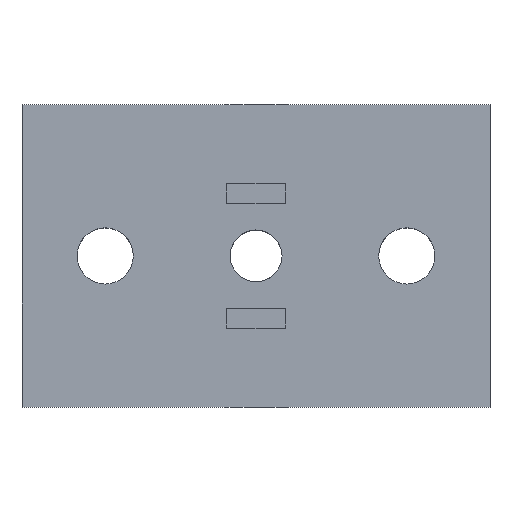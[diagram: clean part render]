
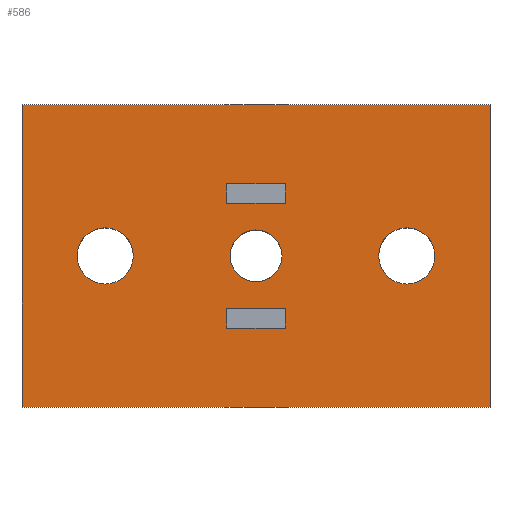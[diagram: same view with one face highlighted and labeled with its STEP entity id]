
A CAD part, top view. The second image highlights one B-rep face of the part: STEP entity #586.
In plain terms, the highlighted planar face has unit normal (0, 0, 1).
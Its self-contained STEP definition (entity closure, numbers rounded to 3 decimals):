
#29=FACE_BOUND('',#126,.T.);
#30=FACE_BOUND('',#127,.T.);
#31=FACE_BOUND('',#128,.T.);
#32=FACE_BOUND('',#129,.T.);
#33=FACE_BOUND('',#130,.T.);
#53=PLANE('',#647);
#84=FACE_OUTER_BOUND('',#125,.T.);
#125=EDGE_LOOP('',(#506,#507,#508,#509));
#126=EDGE_LOOP('',(#510,#511,#512,#513));
#127=EDGE_LOOP('',(#514,#515,#516,#517));
#128=EDGE_LOOP('',(#518));
#129=EDGE_LOOP('',(#519));
#130=EDGE_LOOP('',(#520));
#142=LINE('',#865,#199);
#146=LINE('',#873,#203);
#149=LINE('',#879,#206);
#152=LINE('',#884,#209);
#154=LINE('',#890,#211);
#158=LINE('',#898,#215);
#161=LINE('',#906,#218);
#164=LINE('',#911,#221);
#170=LINE('',#972,#227);
#185=LINE('',#1014,#242);
#186=LINE('',#1016,#243);
#187=LINE('',#1017,#244);
#199=VECTOR('',#678,10.);
#203=VECTOR('',#684,10.);
#206=VECTOR('',#689,10.);
#209=VECTOR('',#694,10.);
#211=VECTOR('',#700,10.);
#215=VECTOR('',#706,10.);
#218=VECTOR('',#713,10.);
#221=VECTOR('',#718,10.);
#227=VECTOR('',#744,10.);
#242=VECTOR('',#783,10.);
#243=VECTOR('',#786,10.);
#244=VECTOR('',#787,10.);
#263=CIRCLE('',#636,2.7);
#265=CIRCLE('',#639,2.5);
#267=CIRCLE('',#642,2.7);
#276=VERTEX_POINT('',#863);
#277=VERTEX_POINT('',#864);
#280=VERTEX_POINT('',#872);
#282=VERTEX_POINT('',#878);
#284=VERTEX_POINT('',#888);
#285=VERTEX_POINT('',#889);
#288=VERTEX_POINT('',#897);
#291=VERTEX_POINT('',#905);
#300=VERTEX_POINT('',#969);
#301=VERTEX_POINT('',#971);
#303=VERTEX_POINT('',#977);
#305=VERTEX_POINT('',#983);
#307=VERTEX_POINT('',#989);
#315=VERTEX_POINT('',#1010);
#316=VERTEX_POINT('',#1012);
#331=EDGE_CURVE('',#276,#277,#142,.T.);
#335=EDGE_CURVE('',#280,#276,#146,.T.);
#338=EDGE_CURVE('',#282,#280,#149,.T.);
#341=EDGE_CURVE('',#277,#282,#152,.T.);
#343=EDGE_CURVE('',#284,#285,#154,.T.);
#347=EDGE_CURVE('',#288,#284,#158,.T.);
#351=EDGE_CURVE('',#291,#288,#161,.T.);
#354=EDGE_CURVE('',#285,#291,#164,.T.);
#366=EDGE_CURVE('',#300,#301,#170,.T.);
#369=EDGE_CURVE('',#303,#303,#263,.T.);
#372=EDGE_CURVE('',#305,#305,#265,.T.);
#375=EDGE_CURVE('',#307,#307,#267,.T.);
#387=EDGE_CURVE('',#315,#316,#185,.T.);
#388=EDGE_CURVE('',#315,#300,#186,.T.);
#389=EDGE_CURVE('',#301,#316,#187,.T.);
#506=ORIENTED_EDGE('',*,*,#388,.F.);
#507=ORIENTED_EDGE('',*,*,#387,.T.);
#508=ORIENTED_EDGE('',*,*,#389,.F.);
#509=ORIENTED_EDGE('',*,*,#366,.F.);
#510=ORIENTED_EDGE('',*,*,#331,.T.);
#511=ORIENTED_EDGE('',*,*,#341,.T.);
#512=ORIENTED_EDGE('',*,*,#338,.T.);
#513=ORIENTED_EDGE('',*,*,#335,.T.);
#514=ORIENTED_EDGE('',*,*,#343,.T.);
#515=ORIENTED_EDGE('',*,*,#354,.T.);
#516=ORIENTED_EDGE('',*,*,#351,.T.);
#517=ORIENTED_EDGE('',*,*,#347,.T.);
#518=ORIENTED_EDGE('',*,*,#369,.T.);
#519=ORIENTED_EDGE('',*,*,#372,.T.);
#520=ORIENTED_EDGE('',*,*,#375,.T.);
#586=ADVANCED_FACE('',(#84,#29,#30,#31,#32,#33),#53,.T.);
#636=AXIS2_PLACEMENT_3D('',#978,#749,#750);
#639=AXIS2_PLACEMENT_3D('',#984,#756,#757);
#642=AXIS2_PLACEMENT_3D('',#990,#763,#764);
#647=AXIS2_PLACEMENT_3D('',#1015,#784,#785);
#678=DIRECTION('',(1.,0.,0.));
#684=DIRECTION('',(0.,1.,0.));
#689=DIRECTION('',(-1.,0.,0.));
#694=DIRECTION('',(0.,-1.,0.));
#700=DIRECTION('',(0.,-1.,0.));
#706=DIRECTION('',(1.,0.,0.));
#713=DIRECTION('',(0.,1.,0.));
#718=DIRECTION('',(-1.,0.,0.));
#744=DIRECTION('',(1.,0.,0.));
#749=DIRECTION('center_axis',(0.,0.,-1.));
#750=DIRECTION('ref_axis',(-1.,0.,0.));
#756=DIRECTION('center_axis',(0.,0.,-1.));
#757=DIRECTION('ref_axis',(-1.,0.,0.));
#763=DIRECTION('center_axis',(0.,0.,-1.));
#764=DIRECTION('ref_axis',(-1.,0.,0.));
#783=DIRECTION('',(1.,0.,0.));
#784=DIRECTION('center_axis',(0.,0.,1.));
#785=DIRECTION('ref_axis',(0.,-1.,0.));
#786=DIRECTION('',(0.,1.,0.));
#787=DIRECTION('',(0.,-1.,0.));
#863=CARTESIAN_POINT('',(19.7,-5.044,17.1));
#864=CARTESIAN_POINT('',(25.3,-5.044,17.1));
#865=CARTESIAN_POINT('',(9.85,-5.044,17.1));
#872=CARTESIAN_POINT('',(19.7,-6.944,17.1));
#873=CARTESIAN_POINT('',(19.7,3.797,17.1));
#878=CARTESIAN_POINT('',(25.3,-6.944,17.1));
#879=CARTESIAN_POINT('',(12.65,-6.944,17.1));
#884=CARTESIAN_POINT('',(25.3,4.747,17.1));
#888=CARTESIAN_POINT('',(25.3,6.944,17.1));
#889=CARTESIAN_POINT('',(25.3,5.044,17.1));
#890=CARTESIAN_POINT('',(25.3,10.741,17.1));
#897=CARTESIAN_POINT('',(19.7,6.944,17.1));
#898=CARTESIAN_POINT('',(9.85,6.944,17.1));
#905=CARTESIAN_POINT('',(19.7,5.044,17.1));
#906=CARTESIAN_POINT('',(19.7,9.791,17.1));
#911=CARTESIAN_POINT('',(12.65,5.044,17.1));
#969=CARTESIAN_POINT('',(0.,14.539,17.1));
#971=CARTESIAN_POINT('',(45.,14.539,17.1));
#972=CARTESIAN_POINT('',(0.,14.539,17.1));
#977=CARTESIAN_POINT('',(39.7,0.,17.1));
#978=CARTESIAN_POINT('Origin',(37.,0.,17.1));
#983=CARTESIAN_POINT('',(25.,0.,17.1));
#984=CARTESIAN_POINT('Origin',(22.5,0.,17.1));
#989=CARTESIAN_POINT('',(10.7,0.,17.1));
#990=CARTESIAN_POINT('Origin',(8.,0.,17.1));
#1010=CARTESIAN_POINT('',(0.,-14.539,17.1));
#1012=CARTESIAN_POINT('',(45.,-14.539,17.1));
#1014=CARTESIAN_POINT('',(0.,-14.539,17.1));
#1015=CARTESIAN_POINT('Origin',(0.,14.539,17.1));
#1016=CARTESIAN_POINT('',(0.,-14.539,17.1));
#1017=CARTESIAN_POINT('',(45.,-14.539,17.1));
